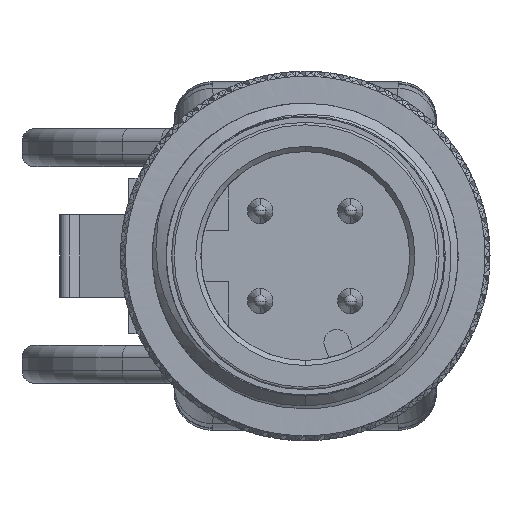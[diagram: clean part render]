
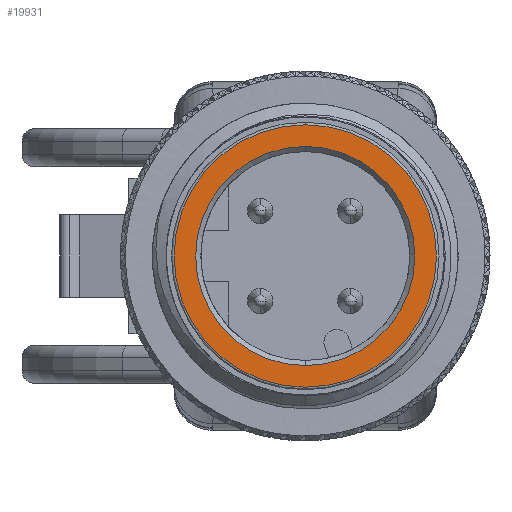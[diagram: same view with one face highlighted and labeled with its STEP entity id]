
A CAD part, left-side view. The second image highlights one B-rep face of the part: STEP entity #19931.
In plain terms, the highlighted planar face has unit normal (-1, 0, 0).
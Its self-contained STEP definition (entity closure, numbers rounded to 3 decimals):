
#15116 = VERTEX_POINT ( 'NONE', #77165 ) ;
#15730 = DIRECTION ( 'NONE',  ( 1., 0., 0. ) ) ;
#19931 = ADVANCED_FACE ( 'NONE', ( #101563, #89413 ), #113723, .F. ) ;
#20288 = AXIS2_PLACEMENT_3D ( 'NONE', #134443, #15730, #58677 ) ;
#20854 = VERTEX_POINT ( 'NONE', #67549 ) ;
#23687 = AXIS2_PLACEMENT_3D ( 'NONE', #101856, #102571, #47506 ) ;
#24139 = EDGE_CURVE ( 'NONE', #57484, #26405, #45717, .T. ) ;
#26405 = VERTEX_POINT ( 'NONE', #138574 ) ;
#42069 = DIRECTION ( 'NONE',  ( -1., 0., 0. ) ) ;
#43499 = DIRECTION ( 'NONE',  ( 1., 0., 0. ) ) ;
#45353 = EDGE_LOOP ( 'NONE', ( #87037, #57584 ) ) ;
#45717 = CIRCLE ( 'NONE', #59560, 4.3 ) ;
#47506 = DIRECTION ( 'NONE',  ( 0., 0., -1. ) ) ;
#57484 = VERTEX_POINT ( 'NONE', #69650 ) ;
#57584 = ORIENTED_EDGE ( 'NONE', *, *, #24139, .T. ) ;
#58677 = DIRECTION ( 'NONE',  ( 0., 0., -1. ) ) ;
#59560 = AXIS2_PLACEMENT_3D ( 'NONE', #141452, #43499, #75007 ) ;
#67549 = CARTESIAN_POINT ( 'NONE',  ( -9., 0., -5.15 ) ) ;
#69650 = CARTESIAN_POINT ( 'NONE',  ( -9., 0., -4.3 ) ) ;
#70283 = EDGE_CURVE ( 'NONE', #20854, #15116, #105279, .T. ) ;
#75007 = DIRECTION ( 'NONE',  ( 0., 0., -1. ) ) ;
#77165 = CARTESIAN_POINT ( 'NONE',  ( -9., 0., 5.15 ) ) ;
#78019 = EDGE_CURVE ( 'NONE', #15116, #20854, #137921, .T. ) ;
#85718 = DIRECTION ( 'NONE',  ( 0., 0., -1. ) ) ;
#86376 = AXIS2_PLACEMENT_3D ( 'NONE', #97534, #118989, #106865 ) ;
#87037 = ORIENTED_EDGE ( 'NONE', *, *, #113699, .T. ) ;
#89413 = FACE_OUTER_BOUND ( 'NONE', #123574, .T. ) ;
#96433 = CARTESIAN_POINT ( 'NONE',  ( -9., 0., 0. ) ) ;
#97534 = CARTESIAN_POINT ( 'NONE',  ( -9., 0., 0. ) ) ;
#101563 = FACE_BOUND ( 'NONE', #45353, .T. ) ;
#101856 = CARTESIAN_POINT ( 'NONE',  ( -9., 0., 0. ) ) ;
#102571 = DIRECTION ( 'NONE',  ( -1., 0., 0. ) ) ;
#105279 = CIRCLE ( 'NONE', #125496, 5.15 ) ;
#106865 = DIRECTION ( 'NONE',  ( 0., 0., -1. ) ) ;
#111488 = CIRCLE ( 'NONE', #86376, 4.3 ) ;
#113699 = EDGE_CURVE ( 'NONE', #26405, #57484, #111488, .T. ) ;
#113723 = PLANE ( 'NONE',  #20288 ) ;
#118989 = DIRECTION ( 'NONE',  ( 1., 0., 0. ) ) ;
#123574 = EDGE_LOOP ( 'NONE', ( #129175, #133567 ) ) ;
#125496 = AXIS2_PLACEMENT_3D ( 'NONE', #96433, #42069, #85718 ) ;
#129175 = ORIENTED_EDGE ( 'NONE', *, *, #70283, .T. ) ;
#133567 = ORIENTED_EDGE ( 'NONE', *, *, #78019, .T. ) ;
#134443 = CARTESIAN_POINT ( 'NONE',  ( -9., 4.1, 0. ) ) ;
#137921 = CIRCLE ( 'NONE', #23687, 5.15 ) ;
#138574 = CARTESIAN_POINT ( 'NONE',  ( -9., 0., 4.3 ) ) ;
#141452 = CARTESIAN_POINT ( 'NONE',  ( -9., 0., 0. ) ) ;
